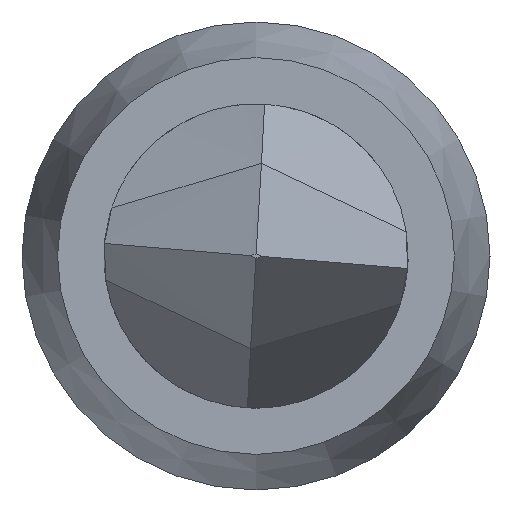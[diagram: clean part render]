
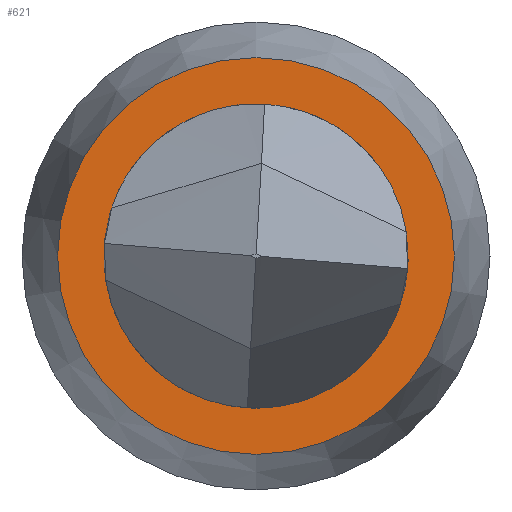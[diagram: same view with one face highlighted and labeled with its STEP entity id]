
A CAD part, left-side view. The second image highlights one B-rep face of the part: STEP entity #621.
In plain terms, the highlighted planar face has unit normal (-1, 0, 0).
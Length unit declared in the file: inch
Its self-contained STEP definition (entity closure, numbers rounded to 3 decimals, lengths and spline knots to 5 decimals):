
#85 = DIRECTION ( 'NONE',  ( 0., 0., -1. ) ) ;
#197 = AXIS2_PLACEMENT_3D ( 'NONE', #1155, #1330, #85 ) ;
#214 = FACE_BOUND ( 'NONE', #1515, .T. ) ;
#253 = ORIENTED_EDGE ( 'NONE', *, *, #306, .T. ) ;
#278 = VERTEX_POINT ( 'NONE', #708 ) ;
#306 = EDGE_CURVE ( 'NONE', #975, #975, #1210, .T. ) ;
#357 = FACE_OUTER_BOUND ( 'NONE', #1740, .T. ) ;
#365 = AXIS2_PLACEMENT_3D ( 'NONE', #1773, #1607, #1630 ) ;
#427 = CARTESIAN_POINT ( 'NONE',  ( 0., 0., 0. ) ) ;
#548 = AXIS2_PLACEMENT_3D ( 'NONE', #427, #1517, #1092 ) ;
#621 = ADVANCED_FACE ( 'NONE', ( #214, #357 ), #1065, .F. ) ;
#708 = CARTESIAN_POINT ( 'NONE',  ( 0., 0., -0.0079 ) ) ;
#839 = EDGE_CURVE ( 'NONE', #278, #278, #1298, .T. ) ;
#949 = ORIENTED_EDGE ( 'NONE', *, *, #839, .T. ) ;
#975 = VERTEX_POINT ( 'NONE', #1637 ) ;
#1065 = PLANE ( 'NONE',  #365 ) ;
#1092 = DIRECTION ( 'NONE',  ( 0., 0., 1. ) ) ;
#1155 = CARTESIAN_POINT ( 'NONE',  ( 0., 0., 0. ) ) ;
#1210 = CIRCLE ( 'NONE', #548, 0.0103 ) ;
#1298 = CIRCLE ( 'NONE', #197, 0.0079 ) ;
#1330 = DIRECTION ( 'NONE',  ( 1., 0., 0. ) ) ;
#1515 = EDGE_LOOP ( 'NONE', ( #949 ) ) ;
#1517 = DIRECTION ( 'NONE',  ( -1., 0., 0. ) ) ;
#1607 = DIRECTION ( 'NONE',  ( 1., 0., 0. ) ) ;
#1630 = DIRECTION ( 'NONE',  ( 0., 0., -1. ) ) ;
#1637 = CARTESIAN_POINT ( 'NONE',  ( 0., 0., 0.0103 ) ) ;
#1740 = EDGE_LOOP ( 'NONE', ( #253 ) ) ;
#1773 = CARTESIAN_POINT ( 'NONE',  ( 0., 0.0103, 0. ) ) ;
